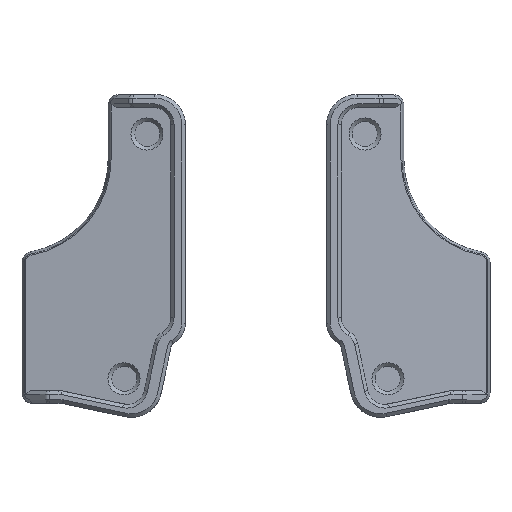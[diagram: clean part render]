
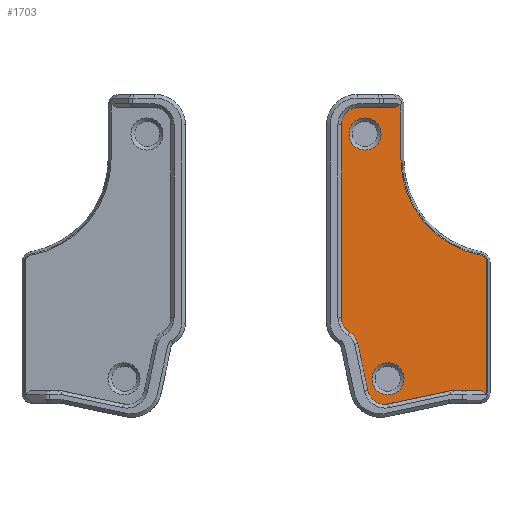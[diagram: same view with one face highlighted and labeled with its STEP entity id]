
A CAD part, top view. The second image highlights one B-rep face of the part: STEP entity #1703.
In plain terms, the highlighted planar face has unit normal (0.087, 0, 0.996).
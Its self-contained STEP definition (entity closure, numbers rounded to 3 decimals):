
#229=CARTESIAN_POINT('',(91.506,-43.083,5.201));
#230=VERTEX_POINT('',#229);
#237=CARTESIAN_POINT('',(91.506,-80.454,5.201));
#238=VERTEX_POINT('',#237);
#239=CARTESIAN_POINT('',(91.506,-43.099,5.201));
#240=DIRECTION('',(0.,-1.,-0.));
#241=VECTOR('',#240,37.355);
#242=LINE('',#239,#241);
#243=EDGE_CURVE('',#230,#238,#242,.T.);
#621=CARTESIAN_POINT('',(54.912,0.696,8.403));
#622=VERTEX_POINT('',#621);
#631=CARTESIAN_POINT('',(65.875,0.696,7.444));
#632=VERTEX_POINT('',#631);
#633=CARTESIAN_POINT('',(65.875,0.696,7.444));
#634=DIRECTION('',(-0.996,-0.,0.087));
#635=VECTOR('',#634,11.005);
#636=LINE('',#633,#635);
#637=EDGE_CURVE('',#632,#622,#636,.T.);
#782=CARTESIAN_POINT('',(67.284,1.696,7.32));
#783=VERTEX_POINT('',#782);
#790=CARTESIAN_POINT('',(67.284,-13.86,7.32));
#791=VERTEX_POINT('',#790);
#792=CARTESIAN_POINT('',(67.284,1.696,7.32));
#793=DIRECTION('',(0.,-1.,-0.));
#794=VECTOR('',#793,15.556);
#795=LINE('',#792,#794);
#796=EDGE_CURVE('',#783,#791,#795,.T.);
#1079=CARTESIAN_POINT('',(57.472,-79.441,8.179));
#1080=VERTEX_POINT('',#1079);
#1089=CARTESIAN_POINT('',(54.658,-66.149,8.425));
#1090=VERTEX_POINT('',#1089);
#1091=CARTESIAN_POINT('',(57.472,-79.441,8.179));
#1092=DIRECTION('',(-0.207,0.978,0.018));
#1093=VECTOR('',#1092,13.589);
#1094=LINE('',#1091,#1093);
#1095=EDGE_CURVE('',#1080,#1090,#1094,.T.);
#1120=CARTESIAN_POINT('',(52.373,-62.944,8.625));
#1121=VERTEX_POINT('',#1120);
#1122=CARTESIAN_POINT('',(49.859,-67.173,8.845));
#1123=DIRECTION('',(0.087,-0.,0.996));
#1124=DIRECTION('',(0.996,0.,-0.087));
#1125=AXIS2_PLACEMENT_3D('',#1122,#1123,#1124);
#1126=CIRCLE('',#1125,4.925);
#1127=EDGE_CURVE('',#1090,#1121,#1126,.T.);
#1153=CARTESIAN_POINT('',(49.956,-58.671,8.837));
#1154=VERTEX_POINT('',#1153);
#1155=CARTESIAN_POINT('',(54.912,-58.671,8.403));
#1156=DIRECTION('',(0.087,-0.,0.996));
#1157=DIRECTION('',(0.996,0.,-0.087));
#1158=AXIS2_PLACEMENT_3D('',#1155,#1156,#1157);
#1159=CIRCLE('',#1158,4.975);
#1160=EDGE_CURVE('',#1154,#1121,#1159,.T.);
#1186=CARTESIAN_POINT('',(49.956,-4.279,8.837));
#1187=VERTEX_POINT('',#1186);
#1188=CARTESIAN_POINT('',(49.956,-58.671,8.837));
#1189=DIRECTION('',(0.,1.,0.));
#1190=VECTOR('',#1189,54.392);
#1191=LINE('',#1188,#1190);
#1192=EDGE_CURVE('',#1154,#1187,#1191,.T.);
#1217=CARTESIAN_POINT('',(54.912,-4.279,8.403));
#1218=DIRECTION('',(0.087,-0.,0.996));
#1219=DIRECTION('',(0.996,0.,-0.087));
#1220=AXIS2_PLACEMENT_3D('',#1217,#1218,#1219);
#1221=CIRCLE('',#1220,4.975);
#1222=EDGE_CURVE('',#622,#1187,#1221,.T.);
#1240=CARTESIAN_POINT('',(63.351,-83.273,7.665));
#1241=VERTEX_POINT('',#1240);
#1250=CARTESIAN_POINT('',(62.32,-78.406,7.755));
#1251=DIRECTION('',(-0.087,0.,-0.996));
#1252=DIRECTION('',(0.996,0.,-0.087));
#1253=AXIS2_PLACEMENT_3D('',#1250,#1251,#1252);
#1254=CIRCLE('',#1253,4.975);
#1255=EDGE_CURVE('',#1241,#1080,#1254,.T.);
#1336=CARTESIAN_POINT('',(80.703,-79.57,6.147));
#1337=VERTEX_POINT('',#1336);
#1346=CARTESIAN_POINT('',(63.351,-83.273,7.665));
#1347=DIRECTION('',(0.974,0.208,-0.085));
#1348=VECTOR('',#1347,17.807);
#1349=LINE('',#1346,#1348);
#1350=EDGE_CURVE('',#1241,#1337,#1349,.T.);
#1398=CARTESIAN_POINT('',(81.806,-79.454,6.05));
#1399=VERTEX_POINT('',#1398);
#1408=CARTESIAN_POINT('',(81.806,-84.779,6.05));
#1409=DIRECTION('',(-0.087,0.,-0.996));
#1410=DIRECTION('',(0.996,0.,-0.087));
#1411=AXIS2_PLACEMENT_3D('',#1408,#1409,#1410);
#1412=CIRCLE('',#1411,5.325);
#1413=EDGE_CURVE('',#1337,#1399,#1412,.T.);
#1431=CARTESIAN_POINT('',(90.031,-79.454,5.33));
#1432=VERTEX_POINT('',#1431);
#1433=CARTESIAN_POINT('',(81.806,-79.454,6.05));
#1434=DIRECTION('',(0.996,-0.,-0.087));
#1435=VECTOR('',#1434,8.257);
#1436=LINE('',#1433,#1435);
#1437=EDGE_CURVE('',#1399,#1432,#1436,.T.);
#1589=CARTESIAN_POINT('',(89.946,-41.127,5.338));
#1590=VERTEX_POINT('',#1589);
#1599=CARTESIAN_POINT('',(89.946,-41.127,5.338));
#1600=CARTESIAN_POINT('',(90.636,-41.285,5.277));
#1601=CARTESIAN_POINT('',(91.074,-41.84,5.239));
#1602=CARTESIAN_POINT('',(91.512,-42.394,5.201));
#1603=CARTESIAN_POINT('',(91.506,-43.099,5.201));
#1604=B_SPLINE_CURVE_WITH_KNOTS('',2,(#1599,#1600,#1601,#1602,#1603),.UNSPECIFIED.,.F.,.F.,(3,2,3),(0.,0.5,1.),.UNSPECIFIED.);
#1605=EDGE_CURVE('',#1590,#230,#1604,.T.);
#1642=CARTESIAN_POINT('',(53.42,0.,8.533));
#1643=DIRECTION('',(-0.087,0.,-0.996));
#1644=DIRECTION('',(0.996,0.,-0.087));
#1645=AXIS2_PLACEMENT_3D('',#1642,#1643,#1644);
#1646=PLANE('',#1645);
#1647=CARTESIAN_POINT('',(59.113,-76.101,8.035));
#1648=VERTEX_POINT('',#1647);
#1649=CARTESIAN_POINT('',(63.646,-76.101,7.639));
#1650=DIRECTION('',(-0.087,0.,-0.996));
#1651=DIRECTION('',(-0.996,-0.,0.087));
#1652=AXIS2_PLACEMENT_3D('',#1649,#1650,#1651);
#1653=CIRCLE('',#1652,4.55);
#1654=EDGE_CURVE('',#1648,#1648,#1653,.T.);
#1655=ORIENTED_EDGE('',*,*,#1654,.T.);
#1656=EDGE_LOOP('',(#1655));
#1657=FACE_BOUND('',#1656,.T.);
#1658=ORIENTED_EDGE('',*,*,#1350,.T.);
#1659=ORIENTED_EDGE('',*,*,#1413,.T.);
#1660=ORIENTED_EDGE('',*,*,#1437,.T.);
#1661=CARTESIAN_POINT('',(91.506,-80.454,5.201));
#1662=DIRECTION('',(-0.825,0.56,0.072));
#1663=VECTOR('',#1662,1.786);
#1664=LINE('',#1661,#1663);
#1665=EDGE_CURVE('',#238,#1432,#1664,.T.);
#1666=ORIENTED_EDGE('',*,*,#1665,.F.);
#1667=ORIENTED_EDGE('',*,*,#243,.F.);
#1668=ORIENTED_EDGE('',*,*,#1605,.F.);
#1669=CARTESIAN_POINT('',(94.895,-13.86,4.905));
#1670=DIRECTION('',(0.087,-0.,0.996));
#1671=DIRECTION('',(0.996,0.,-0.087));
#1672=AXIS2_PLACEMENT_3D('',#1669,#1670,#1671);
#1673=CIRCLE('',#1672,27.716);
#1674=EDGE_CURVE('',#791,#1590,#1673,.T.);
#1675=ORIENTED_EDGE('',*,*,#1674,.F.);
#1676=ORIENTED_EDGE('',*,*,#796,.F.);
#1677=CARTESIAN_POINT('',(65.875,0.696,7.444));
#1678=DIRECTION('',(0.813,0.577,-0.071));
#1679=VECTOR('',#1678,1.732);
#1680=LINE('',#1677,#1679);
#1681=EDGE_CURVE('',#632,#783,#1680,.T.);
#1682=ORIENTED_EDGE('',*,*,#1681,.F.);
#1683=ORIENTED_EDGE('',*,*,#637,.T.);
#1684=ORIENTED_EDGE('',*,*,#1222,.T.);
#1685=ORIENTED_EDGE('',*,*,#1192,.F.);
#1686=ORIENTED_EDGE('',*,*,#1160,.T.);
#1687=ORIENTED_EDGE('',*,*,#1127,.F.);
#1688=ORIENTED_EDGE('',*,*,#1095,.F.);
#1689=ORIENTED_EDGE('',*,*,#1255,.F.);
#1690=EDGE_LOOP('',(#1658,#1659,#1660,#1666,#1667,#1668,#1675,#1676,#1682,#1683,#1684,#1685,#1686,#1687,#1688,#1689));
#1691=FACE_BOUND('',#1690,.T.);
#1692=CARTESIAN_POINT('',(52.621,-6.844,8.603));
#1693=VERTEX_POINT('',#1692);
#1694=CARTESIAN_POINT('',(57.153,-6.844,8.207));
#1695=DIRECTION('',(-0.087,0.,-0.996));
#1696=DIRECTION('',(-0.996,-0.,0.087));
#1697=AXIS2_PLACEMENT_3D('',#1694,#1695,#1696);
#1698=CIRCLE('',#1697,4.55);
#1699=EDGE_CURVE('',#1693,#1693,#1698,.T.);
#1700=ORIENTED_EDGE('',*,*,#1699,.T.);
#1701=EDGE_LOOP('',(#1700));
#1702=FACE_BOUND('',#1701,.T.);
#1703=ADVANCED_FACE('',(#1657,#1691,#1702),#1646,.F.);
